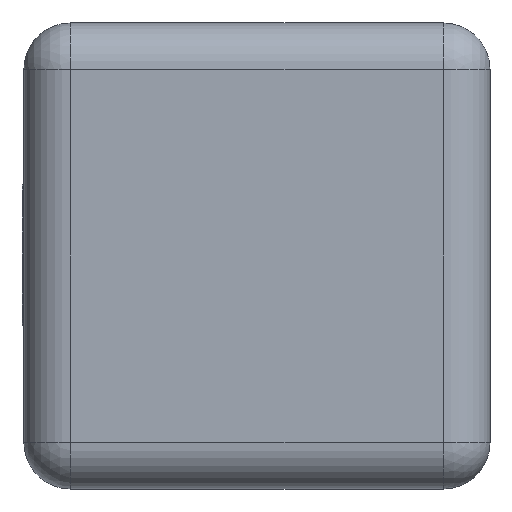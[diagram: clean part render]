
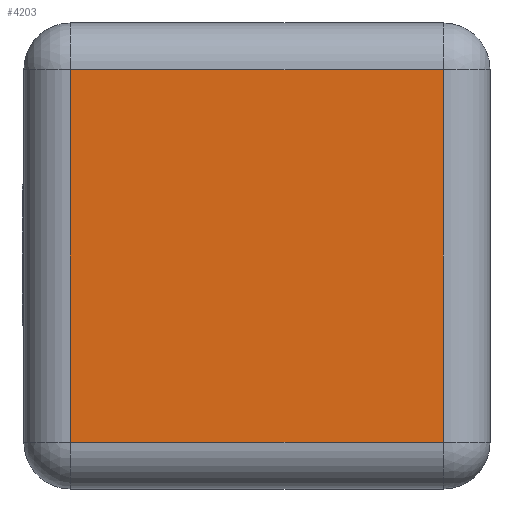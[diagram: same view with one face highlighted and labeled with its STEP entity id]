
A CAD part, left-side view. The second image highlights one B-rep face of the part: STEP entity #4203.
In plain terms, the highlighted planar face has unit normal (-1, 0, 0).
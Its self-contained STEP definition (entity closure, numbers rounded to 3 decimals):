
#21 = ORIENTED_EDGE ( 'NONE', *, *, #2338, .T. ) ;
#140 = VERTEX_POINT ( 'NONE', #779 ) ;
#235 = LINE ( 'NONE', #1051, #4817 ) ;
#468 = EDGE_CURVE ( 'NONE', #3932, #140, #5097, .T. ) ;
#478 = DIRECTION ( 'NONE',  ( 0., 0., 1. ) ) ;
#533 = LINE ( 'NONE', #824, #5744 ) ;
#601 = CARTESIAN_POINT ( 'NONE',  ( -0.5, 0.5, -0.2 ) ) ;
#655 = DIRECTION ( 'NONE',  ( 1., 0., 0. ) ) ;
#779 = CARTESIAN_POINT ( 'NONE',  ( -0.5, 0.05, -0.2 ) ) ;
#824 = CARTESIAN_POINT ( 'NONE',  ( -0.5, 0.05, -0.25 ) ) ;
#858 = VERTEX_POINT ( 'NONE', #4315 ) ;
#1051 = CARTESIAN_POINT ( 'NONE',  ( -0.5, 0.45, -0.25 ) ) ;
#1091 = DIRECTION ( 'NONE',  ( 0., 0., -1. ) ) ;
#1251 = VECTOR ( 'NONE', #2345, 1000. ) ;
#1268 = AXIS2_PLACEMENT_3D ( 'NONE', #3400, #655, #2915 ) ;
#1555 = ORIENTED_EDGE ( 'NONE', *, *, #2741, .T. ) ;
#2140 = CARTESIAN_POINT ( 'NONE',  ( -0.5, 0.45, -0.2 ) ) ;
#2145 = CARTESIAN_POINT ( 'NONE',  ( -0.5, 0.5, 0.2 ) ) ;
#2338 = EDGE_CURVE ( 'NONE', #140, #3807, #533, .T. ) ;
#2345 = DIRECTION ( 'NONE',  ( 0., 1., 0. ) ) ;
#2433 = LINE ( 'NONE', #2145, #1251 ) ;
#2741 = EDGE_CURVE ( 'NONE', #858, #3932, #235, .T. ) ;
#2831 = FACE_OUTER_BOUND ( 'NONE', #2960, .T. ) ;
#2915 = DIRECTION ( 'NONE',  ( 0., 0., -1. ) ) ;
#2960 = EDGE_LOOP ( 'NONE', ( #1555, #4186, #21, #5102 ) ) ;
#3400 = CARTESIAN_POINT ( 'NONE',  ( -0.5, 0.5, -0.25 ) ) ;
#3505 = EDGE_CURVE ( 'NONE', #3807, #858, #2433, .T. ) ;
#3759 = CARTESIAN_POINT ( 'NONE',  ( -0.5, 0.05, 0.2 ) ) ;
#3807 = VERTEX_POINT ( 'NONE', #3759 ) ;
#3932 = VERTEX_POINT ( 'NONE', #2140 ) ;
#4186 = ORIENTED_EDGE ( 'NONE', *, *, #468, .T. ) ;
#4203 = ADVANCED_FACE ( 'NONE', ( #2831 ), #5640, .F. ) ;
#4315 = CARTESIAN_POINT ( 'NONE',  ( -0.5, 0.45, 0.2 ) ) ;
#4817 = VECTOR ( 'NONE', #1091, 1000. ) ;
#5097 = LINE ( 'NONE', #601, #5643 ) ;
#5102 = ORIENTED_EDGE ( 'NONE', *, *, #3505, .T. ) ;
#5134 = DIRECTION ( 'NONE',  ( 0., -1., 0. ) ) ;
#5640 = PLANE ( 'NONE',  #1268 ) ;
#5643 = VECTOR ( 'NONE', #5134, 1000. ) ;
#5744 = VECTOR ( 'NONE', #478, 1000. ) ;
